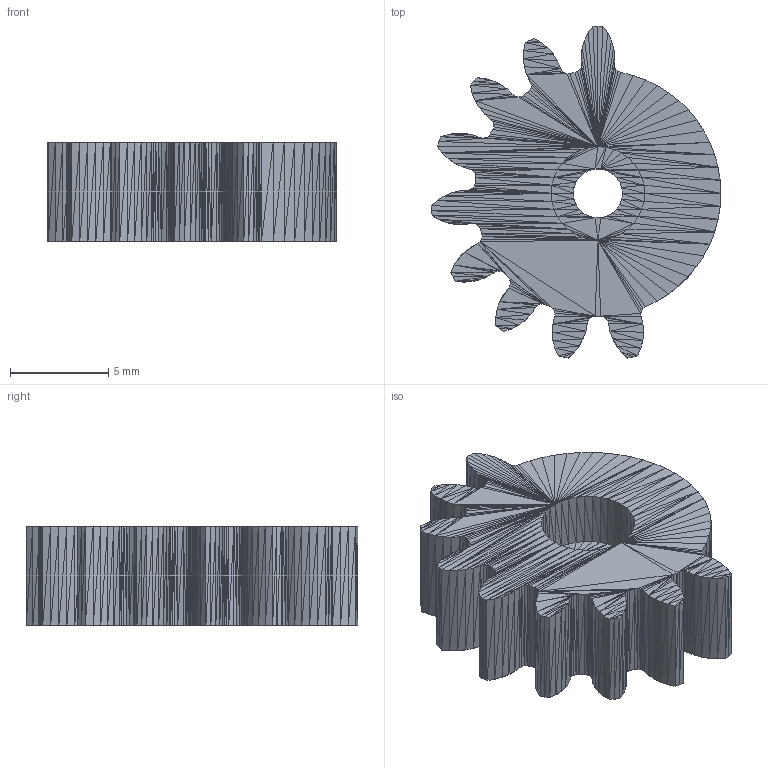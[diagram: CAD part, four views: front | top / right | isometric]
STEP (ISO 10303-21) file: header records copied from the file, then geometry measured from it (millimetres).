
FILE_DESCRIPTION((''),'2;1');
FILE_NAME('Gripper Gear', '2026-01-31T14:30:06', (''), (''), 'ImageToStl.com STEP Converter','', '');
FILE_SCHEMA(('AUTOMOTIVE_DESIGN_CC2'));
Length unit declared in the file: metre
Products named in the file (1): product0
Bounding box: 14.73 x 16.86 x 5 mm (x, y, z)
Surface area: 706.1 mm2 (no closed solid volume)
Topology: 0 solids, 1096 shells, 1096 faces, 3288 edges, 548 vertices
Faces by surface type: plane 1096
Entity records: 25236 total; most frequent: DIRECTION 5482, ORIENTED_EDGE 3288, EDGE_CURVE 3288, LINE 3288, VECTOR 3288, AXIS2_PLACEMENT_3D 1097, FACE_SURFACE 1096, PLANE 1096
